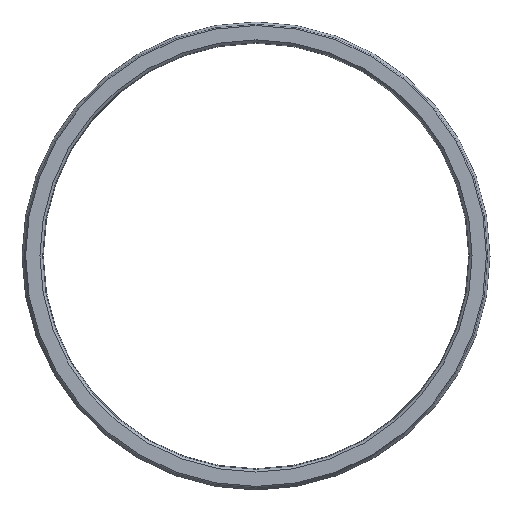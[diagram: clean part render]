
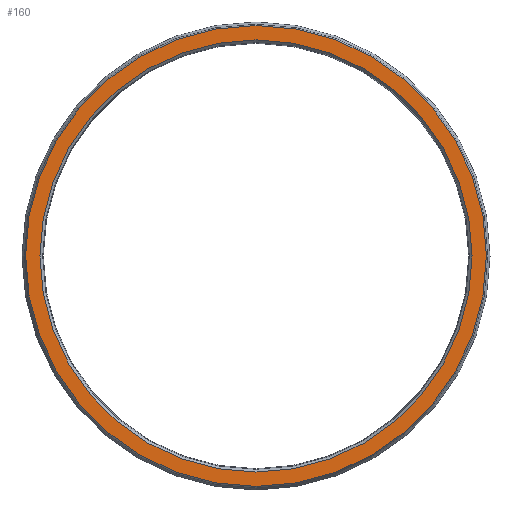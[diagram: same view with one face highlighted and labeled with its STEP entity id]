
A CAD part, top view. The second image highlights one B-rep face of the part: STEP entity #160.
In plain terms, the highlighted planar face has unit normal (0, 0, 1).
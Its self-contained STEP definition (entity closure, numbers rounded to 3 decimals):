
#31=ORIENTED_EDGE('',*,*,#59,.T.);
#32=ORIENTED_EDGE('',*,*,#60,.F.);
#59=EDGE_CURVE('',#73,#73,#87,.T.);
#60=EDGE_CURVE('',#74,#74,#88,.T.);
#73=VERTEX_POINT('',#276);
#74=VERTEX_POINT('',#278);
#87=CIRCLE('',#188,97.095);
#88=CIRCLE('',#189,91.05);
#101=EDGE_LOOP('',(#31));
#102=EDGE_LOOP('',(#32));
#129=FACE_BOUND('',#101,.T.);
#130=FACE_BOUND('',#102,.T.);
#157=PLANE('',#187);
#160=ADVANCED_FACE('',(#129,#130),#157,.T.);
#187=AXIS2_PLACEMENT_3D('',#274,#217,#218);
#188=AXIS2_PLACEMENT_3D('',#275,#219,#220);
#189=AXIS2_PLACEMENT_3D('',#277,#221,#222);
#217=DIRECTION('',(0.,0.,1.));
#218=DIRECTION('',(1.,0.,0.));
#219=DIRECTION('',(0.,0.,1.));
#220=DIRECTION('',(1.,0.,0.));
#221=DIRECTION('',(0.,0.,1.));
#222=DIRECTION('',(1.,0.,0.));
#274=CARTESIAN_POINT('',(91.05,0.,7.36));
#275=CARTESIAN_POINT('',(0.,0.,7.36));
#276=CARTESIAN_POINT('',(97.095,0.,7.36));
#277=CARTESIAN_POINT('',(0.,0.,7.36));
#278=CARTESIAN_POINT('',(91.05,0.,7.36));
